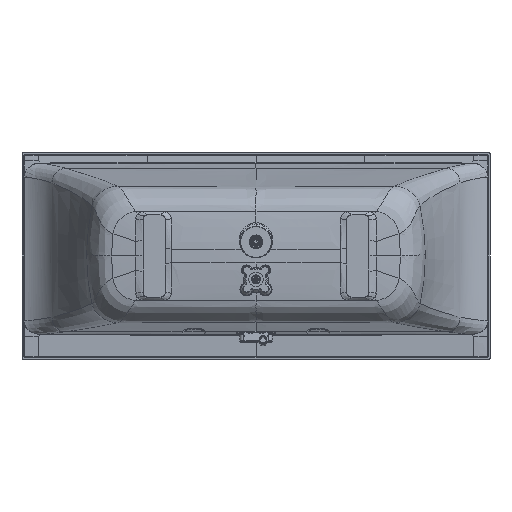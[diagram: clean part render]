
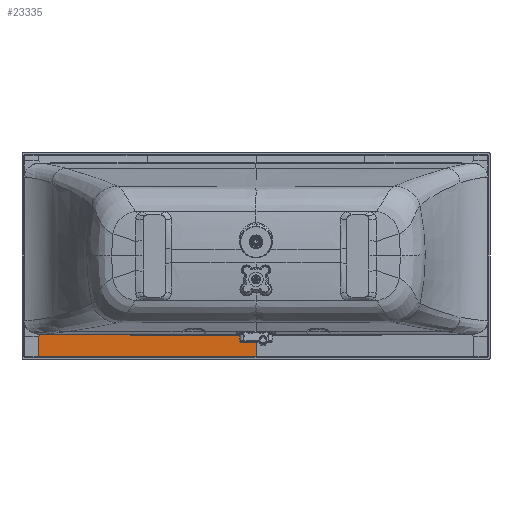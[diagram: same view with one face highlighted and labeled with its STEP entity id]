
A CAD part, front view. The second image highlights one B-rep face of the part: STEP entity #23335.
In plain terms, the highlighted free-form (B-spline) face has degree [3, 3] with [4, 4] control points.
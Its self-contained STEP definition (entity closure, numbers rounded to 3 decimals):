
#2442=DIRECTION('',(0.,0.032,-1.));
#2443=VECTOR('',#2442,77.369);
#2444=CARTESIAN_POINT('',(0.,-10.652,
-288.868));
#2445=LINE('',#2444,#2443);
#2485=DIRECTION('',(1.,0.,0.));
#2486=VECTOR('',#2485,790.72);
#2487=CARTESIAN_POINT('',(-790.72,-8.209,
-366.198));
#2488=LINE('',#2487,#2486);
#2489=DIRECTION('',(0.,-0.032,1.));
#2490=VECTOR('',#2489,73.263);
#2491=CARTESIAN_POINT('',(-790.72,-8.209,
-366.198));
#2492=LINE('',#2491,#2490);
#2493=CARTESIAN_POINT('',(-776.23,-10.754,
-285.631));
#2494=CARTESIAN_POINT('',(-776.651,-10.754,
-285.631));
#2495=CARTESIAN_POINT('',(-777.486,-10.754,
-285.627));
#2496=CARTESIAN_POINT('',(-778.711,-10.755,
-285.608));
#2497=CARTESIAN_POINT('',(-779.512,-10.755,
-285.588));
#2498=CARTESIAN_POINT('',(-779.908,-10.756,
-285.576));
#2500=CARTESIAN_POINT('',(0.,-10.652,
-288.868));
#2501=CARTESIAN_POINT('',(-24.773,-10.655,
-288.772));
#2502=CARTESIAN_POINT('',(-73.022,-10.661,
-288.576));
#2503=CARTESIAN_POINT('',(-144.669,-10.672,
-288.242));
#2504=CARTESIAN_POINT('',(-206.104,-10.682,
-287.921));
#2505=CARTESIAN_POINT('',(-259.981,-10.691,
-287.622));
#2506=CARTESIAN_POINT('',(-310.661,-10.7,
-287.332));
#2507=CARTESIAN_POINT('',(-364.973,-10.71,
-287.019));
#2508=CARTESIAN_POINT('',(-420.858,-10.72,
-286.703));
#2509=CARTESIAN_POINT('',(-470.186,-10.728,
-286.441));
#2510=CARTESIAN_POINT('',(-513.977,-10.735,
-286.226));
#2511=CARTESIAN_POINT('',(-553.046,-10.741,
-286.054));
#2512=CARTESIAN_POINT('',(-587.794,-10.745,
-285.921));
#2513=CARTESIAN_POINT('',(-618.781,-10.748,
-285.82));
#2514=CARTESIAN_POINT('',(-646.445,-10.75,
-285.747));
#2515=CARTESIAN_POINT('',(-671.21,-10.752,
-285.696));
#2516=CARTESIAN_POINT('',(-693.449,-10.753,
-285.661));
#2517=CARTESIAN_POINT('',(-713.479,-10.754,
-285.64));
#2518=CARTESIAN_POINT('',(-731.586,-10.754,
-285.63));
#2519=CARTESIAN_POINT('',(-747.99,-10.754,
-285.626));
#2520=CARTESIAN_POINT('',(-762.956,-10.754,
-285.627));
#2521=CARTESIAN_POINT('',(-771.966,-10.754,
-285.629));
#2522=CARTESIAN_POINT('',(-776.23,-10.754,
-285.631));
#2539=CARTESIAN_POINT('',(-790.72,-8.209,
-366.198));
#2668=DIRECTION('',(0.825,-0.018,0.565));
#2669=VECTOR('',#2668,13.102);
#2670=CARTESIAN_POINT('',(-790.72,-10.522,-292.972));
#2671=LINE('',#2670,#2669);
#2672=CARTESIAN_POINT('',(-790.72,-10.522,-292.972));
#14505=VERTEX_POINT('',#2539);
#14510=VERTEX_POINT('',#2672);
#14520=VERTEX_POINT('',#2493);
#14521=VERTEX_POINT('',#2498);
#14591=CARTESIAN_POINT('',(0.,-10.652,
-288.868));
#14592=CARTESIAN_POINT('',(0.,-8.209,
-366.198));
#14593=VERTEX_POINT('',#14591);
#14594=VERTEX_POINT('',#14592);
#23305=CARTESIAN_POINT('',(15.814,-10.807,
-283.963));
#23306=CARTESIAN_POINT('',(15.814,-9.924,
-311.913));
#23307=CARTESIAN_POINT('',(15.814,-9.041,
-339.862));
#23308=CARTESIAN_POINT('',(15.814,-8.158,
-367.811));
#23309=CARTESIAN_POINT('',(-258.302,-10.807,
-283.963));
#23310=CARTESIAN_POINT('',(-258.302,-9.924,
-311.913));
#23311=CARTESIAN_POINT('',(-258.302,-9.041,
-339.862));
#23312=CARTESIAN_POINT('',(-258.302,-8.158,
-367.811));
#23313=CARTESIAN_POINT('',(-532.418,-10.807,
-283.963));
#23314=CARTESIAN_POINT('',(-532.418,-9.924,
-311.913));
#23315=CARTESIAN_POINT('',(-532.418,-9.041,
-339.862));
#23316=CARTESIAN_POINT('',(-532.418,-8.158,
-367.811));
#23317=CARTESIAN_POINT('',(-806.535,-10.807,
-283.963));
#23318=CARTESIAN_POINT('',(-806.535,-9.924,
-311.913));
#23319=CARTESIAN_POINT('',(-806.535,-9.041,
-339.862));
#23320=CARTESIAN_POINT('',(-806.535,-8.158,
-367.811));
#23321=B_SPLINE_SURFACE_WITH_KNOTS('',3,3,((#23305,#23306,#23307,#23308),
(#23309,#23310,#23311,#23312),(#23313,#23314,#23315,#23316),(#23317,#23318,
#23319,#23320)),.UNSPECIFIED.,.F.,.F.,.F.,(4,4),(4,4),(-0.02,
1.02),(0.063,0.946),.UNSPECIFIED.);
#23322=ORIENTED_EDGE('',*,*,#23293,.T.);
#23324=ORIENTED_EDGE('',*,*,#23323,.F.);
#23326=ORIENTED_EDGE('',*,*,#23325,.T.);
#23328=ORIENTED_EDGE('',*,*,#23327,.T.);
#23330=ORIENTED_EDGE('',*,*,#23329,.F.);
#23332=ORIENTED_EDGE('',*,*,#23331,.F.);
#23333=EDGE_LOOP('',(#23322,#23324,#23326,#23328,#23330,#23332));
#23334=FACE_OUTER_BOUND('',#23333,.F.);
#23335=ADVANCED_FACE('',(#23334),#23321,.T.);
#2499=B_SPLINE_CURVE_WITH_KNOTS('',3,(#2493,#2494,#2495,#2496,#2497,#2498),
.UNSPECIFIED.,.F.,.F.,(4,1,1,4),(0.,0.333,0.667,1.),
.UNSPECIFIED.);
#2523=B_SPLINE_CURVE_WITH_KNOTS('',3,(#2500,#2501,#2502,#2503,#2504,#2505,#2506,
#2507,#2508,#2509,#2510,#2511,#2512,#2513,#2514,#2515,#2516,#2517,#2518,#2519,
#2520,#2521,#2522),.UNSPECIFIED.,.F.,.F.,(4,1,1,1,1,1,1,1,1,1,1,1,1,1,1,1,1,1,1,
1,4),(0.,0.05,0.1,0.15,0.2,0.25,0.3,0.35,0.4,0.45,0.5,
0.55,0.6,0.65,0.7,0.75,0.8,0.85,0.9,0.95,1.),.UNSPECIFIED.);
#23293=EDGE_CURVE('',#14593,#14594,#2445,.T.);
#23323=EDGE_CURVE('',#14505,#14594,#2488,.T.);
#23325=EDGE_CURVE('',#14505,#14510,#2492,.T.);
#23327=EDGE_CURVE('',#14510,#14521,#2671,.T.);
#23329=EDGE_CURVE('',#14520,#14521,#2499,.T.);
#23331=EDGE_CURVE('',#14593,#14520,#2523,.T.);
